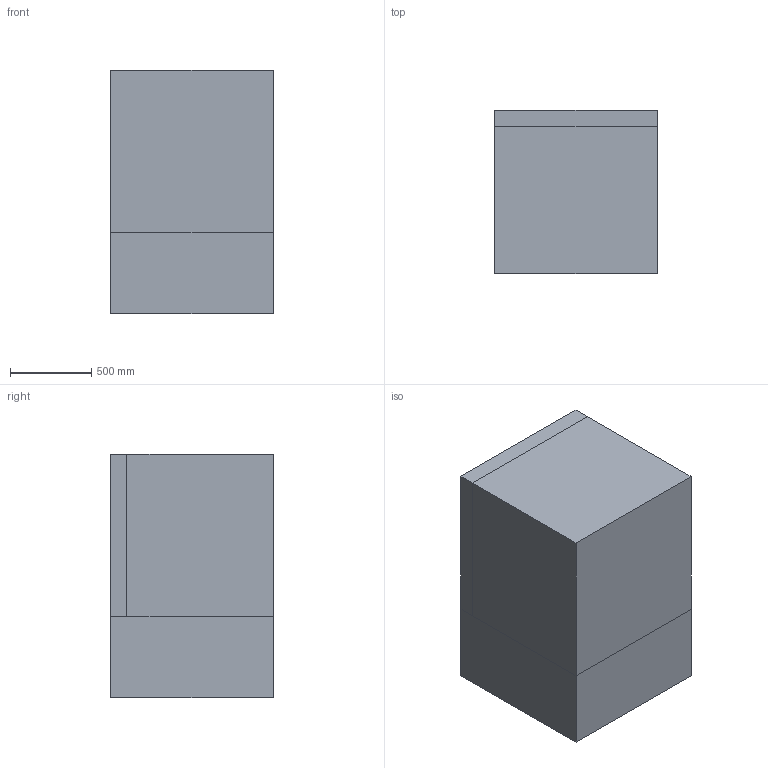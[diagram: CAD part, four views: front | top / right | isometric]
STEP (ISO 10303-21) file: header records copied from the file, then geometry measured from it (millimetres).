
FILE_DESCRIPTION(('FreeCAD Model'),'2;1');
FILE_NAME('Open CASCADE Shape Model','2022-07-03T10:46:53',(''),(''), 'Open CASCADE STEP processor 7.5','FreeCAD','Unknown');
FILE_SCHEMA(('AUTOMOTIVE_DESIGN { 1 0 10303 214 1 1 1 1 }'));
Length unit declared in the file: millimetre
Products named in the file (1): BooleanFragments
Bounding box: 1000 x 1000 x 1500 mm (x, y, z)
Volume: 1500000000 mm3; surface area: 15920000 mm2
Topology: 6 solids, 6 shells, 63 faces, 147 edges, 98 vertices
Faces by surface type: plane 63
Entity records: 3733 total; most frequent: CARTESIAN_POINT 603, DIRECTION 569, LINE 441, VECTOR 441, ORIENTED_EDGE 294, PCURVE 294, DEFINITIONAL_REPRESENTATION 294, EDGE_CURVE 147
